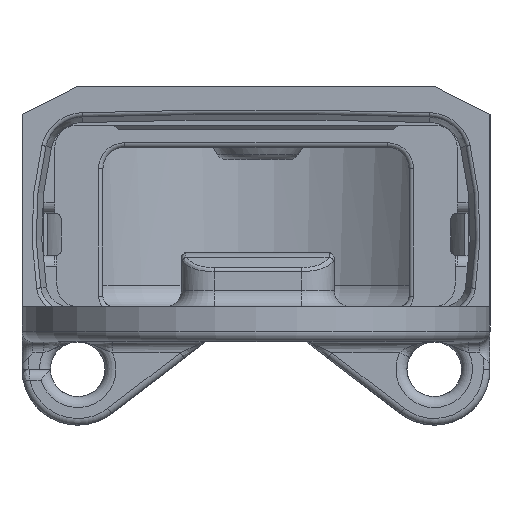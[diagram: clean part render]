
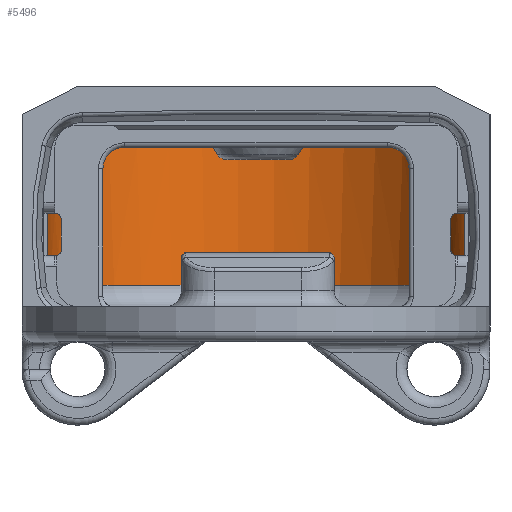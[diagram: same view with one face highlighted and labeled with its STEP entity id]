
A CAD part, left-side view. The second image highlights one B-rep face of the part: STEP entity #5496.
In plain terms, the highlighted cylindrical face has radius 9.55 mm (diameter 19.1 mm), a partial arc.
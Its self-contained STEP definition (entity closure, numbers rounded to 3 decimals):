
#534=LINE('',#11301,#878);
#537=LINE('',#11333,#881);
#540=LINE('',#11340,#884);
#543=LINE('',#11345,#887);
#544=LINE('',#11351,#888);
#545=LINE('',#11354,#889);
#878=VECTOR('',#7607,10.);
#881=VECTOR('',#7616,10.);
#884=VECTOR('',#7621,10.);
#887=VECTOR('',#7626,10.);
#888=VECTOR('',#7633,10.);
#889=VECTOR('',#7636,10.);
#1019=CYLINDRICAL_SURFACE('',#6113,9.55);
#1311=FACE_OUTER_BOUND('',#1649,.T.);
#1649=EDGE_LOOP('',(#4893,#4894,#4895,#4896,#4897,#4898,#4899,#4900,#4901,
#4902,#4903,#4904));
#1976=CIRCLE('',#6101,9.55);
#1977=CIRCLE('',#6104,9.55);
#1979=CIRCLE('',#6114,9.55);
#1980=CIRCLE('',#6115,9.55);
#1981=CIRCLE('',#6116,9.55);
#1982=CIRCLE('',#6117,9.55);
#2599=VERTEX_POINT('',#11274);
#2600=VERTEX_POINT('',#11276);
#2603=VERTEX_POINT('',#11286);
#2604=VERTEX_POINT('',#11288);
#2607=VERTEX_POINT('',#11300);
#2608=VERTEX_POINT('',#11317);
#2609=VERTEX_POINT('',#11332);
#2610=VERTEX_POINT('',#11336);
#2612=VERTEX_POINT('',#11339);
#2614=VERTEX_POINT('',#11348);
#2615=VERTEX_POINT('',#11350);
#2616=VERTEX_POINT('',#11352);
#3378=EDGE_CURVE('',#2599,#2600,#1976,.T.);
#3384=EDGE_CURVE('',#2603,#2604,#1977,.T.);
#3390=EDGE_CURVE('',#2607,#2599,#534,.T.);
#3395=EDGE_CURVE('',#2609,#2608,#537,.T.);
#3398=EDGE_CURVE('',#2610,#2612,#540,.T.);
#3401=EDGE_CURVE('',#2600,#2603,#543,.T.);
#3402=EDGE_CURVE('',#2608,#2607,#1979,.T.);
#3403=EDGE_CURVE('',#2612,#2609,#1980,.T.);
#3404=EDGE_CURVE('',#2614,#2610,#1981,.T.);
#3405=EDGE_CURVE('',#2615,#2614,#544,.T.);
#3406=EDGE_CURVE('',#2616,#2615,#1982,.T.);
#3407=EDGE_CURVE('',#2604,#2616,#545,.T.);
#4893=ORIENTED_EDGE('',*,*,#3384,.F.);
#4894=ORIENTED_EDGE('',*,*,#3401,.F.);
#4895=ORIENTED_EDGE('',*,*,#3378,.F.);
#4896=ORIENTED_EDGE('',*,*,#3390,.F.);
#4897=ORIENTED_EDGE('',*,*,#3402,.F.);
#4898=ORIENTED_EDGE('',*,*,#3395,.F.);
#4899=ORIENTED_EDGE('',*,*,#3403,.F.);
#4900=ORIENTED_EDGE('',*,*,#3398,.F.);
#4901=ORIENTED_EDGE('',*,*,#3404,.F.);
#4902=ORIENTED_EDGE('',*,*,#3405,.F.);
#4903=ORIENTED_EDGE('',*,*,#3406,.F.);
#4904=ORIENTED_EDGE('',*,*,#3407,.F.);
#5496=ADVANCED_FACE('',(#1311),#1019,.F.);
#6101=AXIS2_PLACEMENT_3D('',#11277,#7582,#7583);
#6104=AXIS2_PLACEMENT_3D('',#11289,#7593,#7594);
#6113=AXIS2_PLACEMENT_3D('',#11344,#7624,#7625);
#6114=AXIS2_PLACEMENT_3D('',#11346,#7627,#7628);
#6115=AXIS2_PLACEMENT_3D('',#11347,#7629,#7630);
#6116=AXIS2_PLACEMENT_3D('',#11349,#7631,#7632);
#6117=AXIS2_PLACEMENT_3D('',#11353,#7634,#7635);
#7582=DIRECTION('center_axis',(0.,0.,-1.));
#7583=DIRECTION('ref_axis',(1.,0.,0.));
#7593=DIRECTION('center_axis',(0.,0.,1.));
#7594=DIRECTION('ref_axis',(1.,0.,0.));
#7607=DIRECTION('',(0.,0.,-1.));
#7616=DIRECTION('',(0.,0.,1.));
#7621=DIRECTION('',(0.,0.,1.));
#7624=DIRECTION('center_axis',(0.,0.,1.));
#7625=DIRECTION('ref_axis',(1.,0.,0.));
#7626=DIRECTION('',(0.,0.,-1.));
#7627=DIRECTION('center_axis',(0.,0.,-1.));
#7628=DIRECTION('ref_axis',(1.,0.,0.));
#7629=DIRECTION('center_axis',(0.,0.,-1.));
#7630=DIRECTION('ref_axis',(1.,0.,0.));
#7631=DIRECTION('center_axis',(0.,0.,1.));
#7632=DIRECTION('ref_axis',(1.,0.,0.));
#7633=DIRECTION('',(0.,0.,1.));
#7634=DIRECTION('center_axis',(0.,0.,1.));
#7635=DIRECTION('ref_axis',(1.,0.,0.));
#7636=DIRECTION('',(0.,0.,-1.));
#11274=CARTESIAN_POINT('',(26.562,-9.2,14.19));
#11276=CARTESIAN_POINT('',(24.,-9.55,14.19));
#11277=CARTESIAN_POINT('Origin',(24.,0.,14.19));
#11286=CARTESIAN_POINT('',(24.,-9.55,12.24));
#11288=CARTESIAN_POINT('',(27.057,-9.047,12.24));
#11289=CARTESIAN_POINT('Origin',(24.,0.,12.24));
#11300=CARTESIAN_POINT('',(26.562,-9.2,17.21));
#11301=CARTESIAN_POINT('',(26.562,-9.2,12.755));
#11317=CARTESIAN_POINT('',(26.562,9.2,17.21));
#11332=CARTESIAN_POINT('',(26.562,9.2,14.19));
#11333=CARTESIAN_POINT('',(26.562,9.2,12.755));
#11336=CARTESIAN_POINT('',(24.,9.55,12.24));
#11339=CARTESIAN_POINT('',(24.,9.55,14.19));
#11340=CARTESIAN_POINT('',(24.,9.55,18.21));
#11344=CARTESIAN_POINT('Origin',(24.,0.,12.755));
#11345=CARTESIAN_POINT('',(24.,-9.55,18.21));
#11346=CARTESIAN_POINT('Origin',(24.,0.,17.21));
#11347=CARTESIAN_POINT('Origin',(24.,0.,14.19));
#11348=CARTESIAN_POINT('',(27.057,9.047,12.24));
#11349=CARTESIAN_POINT('Origin',(24.,0.,12.24));
#11350=CARTESIAN_POINT('',(27.057,9.047,10.9));
#11351=CARTESIAN_POINT('',(27.057,9.047,12.755));
#11352=CARTESIAN_POINT('',(27.057,-9.047,10.9));
#11353=CARTESIAN_POINT('Origin',(24.,0.,10.9));
#11354=CARTESIAN_POINT('',(27.057,-9.047,12.755));
